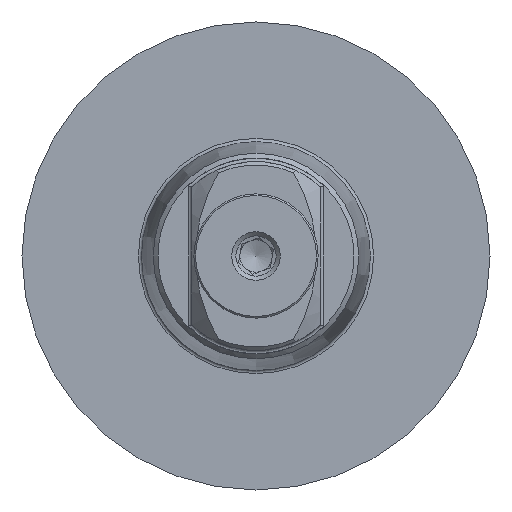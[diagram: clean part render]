
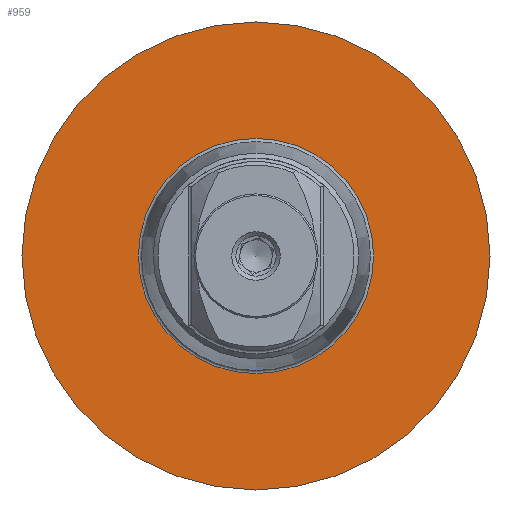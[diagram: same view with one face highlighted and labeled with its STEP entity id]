
A CAD part, left-side view. The second image highlights one B-rep face of the part: STEP entity #959.
In plain terms, the highlighted planar face has unit normal (-1, 0, 0).
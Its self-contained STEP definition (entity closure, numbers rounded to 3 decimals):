
#49 = ORIENTED_EDGE ( 'NONE', *, *, #685, .F. ) ;
#50 = CARTESIAN_POINT ( 'NONE',  ( 0., 0., 7.287 ) ) ;
#82 = DIRECTION ( 'NONE',  ( -1., 0., 0. ) ) ;
#133 = DIRECTION ( 'NONE',  ( -1., 0., 0. ) ) ;
#194 = CARTESIAN_POINT ( 'NONE',  ( 0., 0., 0. ) ) ;
#259 = CIRCLE ( 'NONE', #1461, 14.5 ) ;
#351 = VERTEX_POINT ( 'NONE', #50 ) ;
#366 = EDGE_CURVE ( 'NONE', #1339, #1339, #259, .T. ) ;
#381 = CARTESIAN_POINT ( 'NONE',  ( 0., 7.287, 0. ) ) ;
#465 = EDGE_LOOP ( 'NONE', ( #49 ) ) ;
#499 = DIRECTION ( 'NONE',  ( 0., 0., -1. ) ) ;
#545 = DIRECTION ( 'NONE',  ( 0., 0., 1. ) ) ;
#605 = CARTESIAN_POINT ( 'NONE',  ( 0., 0., 0. ) ) ;
#649 = AXIS2_PLACEMENT_3D ( 'NONE', #194, #82, #545 ) ;
#685 = EDGE_CURVE ( 'NONE', #351, #351, #1058, .T. ) ;
#707 = DIRECTION ( 'NONE',  ( 0., 0., 1. ) ) ;
#782 = FACE_OUTER_BOUND ( 'NONE', #960, .T. ) ;
#823 = PLANE ( 'NONE',  #1218 ) ;
#847 = ORIENTED_EDGE ( 'NONE', *, *, #366, .T. ) ;
#959 = ADVANCED_FACE ( 'NONE', ( #1406, #782 ), #823, .F. ) ;
#960 = EDGE_LOOP ( 'NONE', ( #847 ) ) ;
#1058 = CIRCLE ( 'NONE', #649, 7.287 ) ;
#1111 = CARTESIAN_POINT ( 'NONE',  ( 0., 0., 14.5 ) ) ;
#1197 = DIRECTION ( 'NONE',  ( 1., 0., 0. ) ) ;
#1218 = AXIS2_PLACEMENT_3D ( 'NONE', #381, #1197, #499 ) ;
#1339 = VERTEX_POINT ( 'NONE', #1111 ) ;
#1406 = FACE_BOUND ( 'NONE', #465, .T. ) ;
#1461 = AXIS2_PLACEMENT_3D ( 'NONE', #605, #133, #707 ) ;
